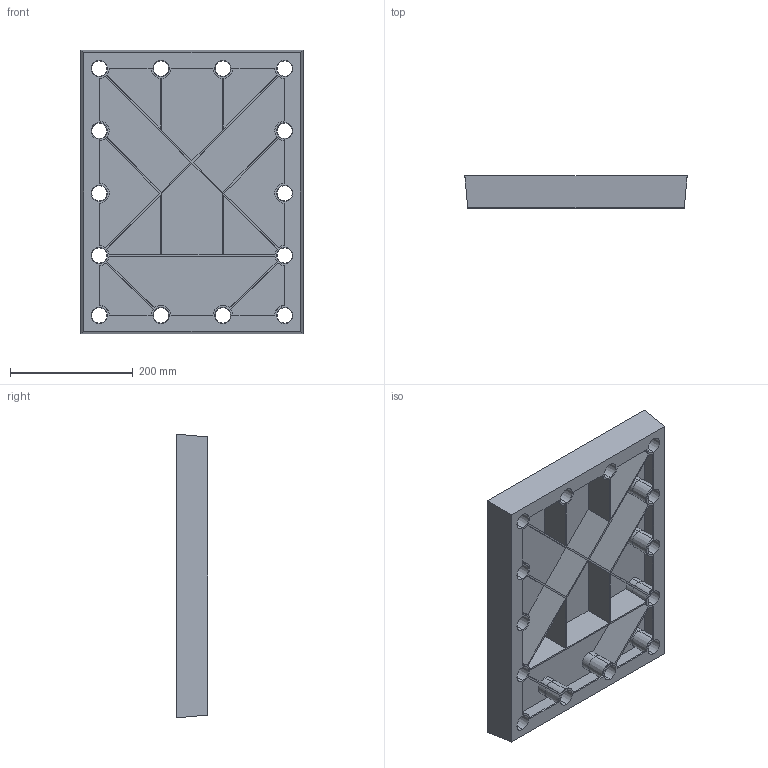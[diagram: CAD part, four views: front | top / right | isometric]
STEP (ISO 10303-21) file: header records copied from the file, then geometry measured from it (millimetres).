
FILE_DESCRIPTION (( 'STEP AP214' ), '1' );
FILE_NAME ('菁釱.STEP', '2023-09-01T13:53:59', ( '' ), ( '' ), 'SwSTEP 2.0', 'SolidWorks 2023', '' );
FILE_SCHEMA (( 'AUTOMOTIVE_DESIGN' ));
Length unit declared in the file: millimetre
Products named in the file (1): 底座
Bounding box: 361.98 x 52 x 462 mm (x, y, z)
Volume: 1060477.6 mm3; surface area: 848771.5 mm2
Topology: 1 solids, 1 shells, 259 faces, 736 edges, 478 vertices
Faces by surface type: cone 106, plane 85, cylinder 68
Entity records: 8715 total; most frequent: CARTESIAN_POINT 1726, DIRECTION 1482, ORIENTED_EDGE 1472, EDGE_CURVE 736, AXIS2_PLACEMENT_3D 570, VERTEX_POINT 478, LINE 342, VECTOR 342
